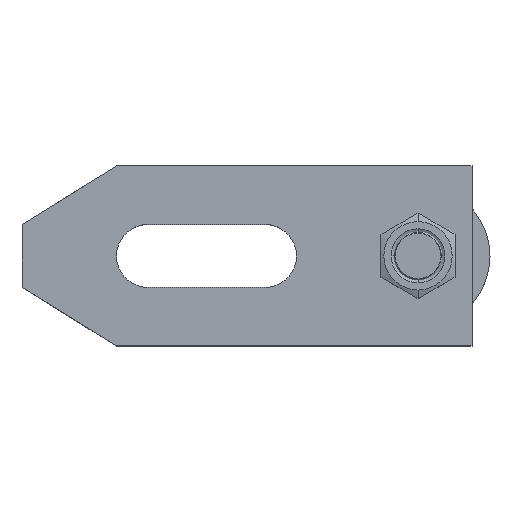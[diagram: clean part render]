
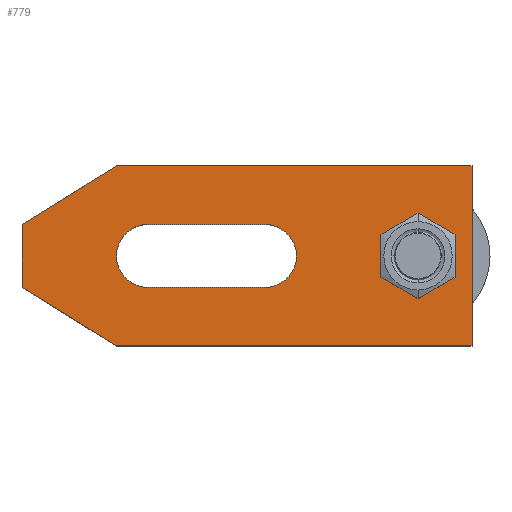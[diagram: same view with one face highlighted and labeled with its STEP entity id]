
A CAD part, top view. The second image highlights one B-rep face of the part: STEP entity #779.
In plain terms, the highlighted planar face has unit normal (0, 0, 1).
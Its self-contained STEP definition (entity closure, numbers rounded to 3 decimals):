
#401=EDGE_CURVE('',#625,#1003,#1094,.T.);
#489=VERTEX_POINT('',#1188);
#505=VERTEX_POINT('',#1205);
#521=VERTEX_POINT('',#1222);
#607=VERTEX_POINT('',#1318);
#623=EDGE_CURVE('',#1003,#521,#1337,.T.);
#625=VERTEX_POINT('',#1339);
#705=EDGE_CURVE('',#505,#867,#1432,.T.);
#729=EDGE_CURVE('',#1005,#981,#1458,.T.);
#747=EDGE_CURVE('',#489,#869,#1477,.T.);
#759=VERTEX_POINT('',#1491);
#767=EDGE_CURVE('',#521,#489,#1499,.T.);
#779=ADVANCED_FACE('',(#1511,#1512,#1513),#1514,.T.);
#819=EDGE_CURVE('',#869,#759,#1556,.T.);
#859=EDGE_CURVE('',#607,#1005,#1599,.T.);
#867=VERTEX_POINT('',#1608);
#869=VERTEX_POINT('',#1610);
#877=EDGE_CURVE('',#759,#625,#1618,.T.);
#897=EDGE_CURVE('',#943,#607,#1639,.T.);
#919=EDGE_CURVE('',#981,#943,#1663,.T.);
#943=VERTEX_POINT('',#1690);
#981=VERTEX_POINT('',#1734);
#1003=VERTEX_POINT('',#1761);
#1005=VERTEX_POINT('',#1763);
#1041=EDGE_CURVE('',#867,#505,#1807,.T.);
#1094=LINE('',#1865,#1866);
#1188=CARTESIAN_POINT('',(100.0,20.0,20.0));
#1205=CARTESIAN_POINT('',(94.0,0.,20.0));
#1222=CARTESIAN_POINT('',(21.0,20.0,20.0));
#1318=CARTESIAN_POINT('',(28.0,-7.0,20.0));
#1337=LINE('',#2290,#2291);
#1339=CARTESIAN_POINT('',(0.0,-7.,20.0));
#1432=CIRCLE('',#2416,6.0);
#1458=LINE('',#2473,#2474);
#1477=LINE('',#2506,#2507);
#1491=CARTESIAN_POINT('',(21.0,-20.0,20.0));
#1499=LINE('',#2537,#2538);
#1511=FACE_BOUND('',#2552,.T.);
#1512=FACE_BOUND('',#2553,.T.);
#1513=FACE_OUTER_BOUND('',#2554,.T.);
#1514=PLANE('',#2555);
#1556=LINE('',#2616,#2617);
#1599=CIRCLE('',#2680,7.0);
#1608=CARTESIAN_POINT('',(82.0,0.,20.0));
#1610=CARTESIAN_POINT('',(100.0,-20.0,20.0));
#1618=LINE('',#2706,#2707);
#1639=LINE('',#2731,#2732);
#1663=CIRCLE('',#2764,7.0);
#1690=CARTESIAN_POINT('',(54.0,-7.0,20.0));
#1734=CARTESIAN_POINT('',(54.0,7.0,20.0));
#1761=CARTESIAN_POINT('',(0.0,7.,20.0));
#1763=CARTESIAN_POINT('',(28.0,7.0,20.0));
#1807=CIRCLE('',#2946,6.0);
#1865=CARTESIAN_POINT('',(0.0,7.,20.0));
#1866=VECTOR('',#2972,1.0);
#2290=CARTESIAN_POINT('',(21.0,20.0,20.0));
#2291=VECTOR('',#3206,1.0);
#2416=AXIS2_PLACEMENT_3D('',#3343,#3344,#3345);
#2473=CARTESIAN_POINT('',(40.928,7.0,20.0));
#2474=VECTOR('',#3371,1.0);
#2506=CARTESIAN_POINT('',(100.0,-20.0,20.0));
#2507=VECTOR('',#3387,1.0);
#2537=CARTESIAN_POINT('',(100.0,20.0,20.0));
#2538=VECTOR('',#3412,1.0);
#2552=EDGE_LOOP('',(#3415,#3416));
#2553=EDGE_LOOP('',(#3417,#3418,#3419,#3420));
#2554=EDGE_LOOP('',(#3421,#3422,#3423,#3424,#3425,#3426));
#2555=AXIS2_PLACEMENT_3D('',#3427,#3428,#3429);
#2616=CARTESIAN_POINT('',(21.0,-20.0,20.0));
#2617=VECTOR('',#3465,1.0);
#2680=AXIS2_PLACEMENT_3D('',#3511,#3512,#3513);
#2706=CARTESIAN_POINT('',(0.0,-7.,20.0));
#2707=VECTOR('',#3525,1.0);
#2731=CARTESIAN_POINT('',(53.928,-7.0,20.0));
#2732=VECTOR('',#3543,1.0);
#2764=AXIS2_PLACEMENT_3D('',#3566,#3567,#3568);
#2946=AXIS2_PLACEMENT_3D('',#3763,#3764,#3765);
#2972=DIRECTION('',(0.0,1.0,0.0));
#3206=DIRECTION('',(0.85,0.526,0.0));
#3343=CARTESIAN_POINT('',(88.0,0.0,20.0));
#3344=DIRECTION('',(0.0,0.0,-1.0));
#3345=DIRECTION('',(-1.0,0.,0.0));
#3371=DIRECTION('',(1.0,0.0,0.0));
#3387=DIRECTION('',(0.0,-1.0,0.0));
#3412=DIRECTION('',(1.0,0.0,0.0));
#3415=ORIENTED_EDGE('',*,*,#1041,.T.);
#3416=ORIENTED_EDGE('',*,*,#705,.T.);
#3417=ORIENTED_EDGE('',*,*,#859,.T.);
#3418=ORIENTED_EDGE('',*,*,#729,.T.);
#3419=ORIENTED_EDGE('',*,*,#919,.T.);
#3420=ORIENTED_EDGE('',*,*,#897,.T.);
#3421=ORIENTED_EDGE('',*,*,#819,.F.);
#3422=ORIENTED_EDGE('',*,*,#747,.F.);
#3423=ORIENTED_EDGE('',*,*,#767,.F.);
#3424=ORIENTED_EDGE('',*,*,#623,.F.);
#3425=ORIENTED_EDGE('',*,*,#401,.F.);
#3426=ORIENTED_EDGE('',*,*,#877,.F.);
#3427=CARTESIAN_POINT('',(53.856,0.,20.0));
#3428=DIRECTION('',(0.0,0.0,1.0));
#3429=DIRECTION('',(1.0,0.0,0.0));
#3465=DIRECTION('',(-1.0,0.0,0.0));
#3511=CARTESIAN_POINT('',(28.0,0.0,20.0));
#3512=DIRECTION('',(0.0,0.0,-1.0));
#3513=DIRECTION('',(0.0,-1.0,0.0));
#3525=DIRECTION('',(-0.85,0.526,0.0));
#3543=DIRECTION('',(-1.0,0.0,0.0));
#3566=CARTESIAN_POINT('',(54.0,0.0,20.0));
#3567=DIRECTION('',(0.0,0.0,-1.0));
#3568=DIRECTION('',(0.0,1.0,0.0));
#3763=CARTESIAN_POINT('',(88.0,0.0,20.0));
#3764=DIRECTION('',(0.0,0.0,-1.0));
#3765=DIRECTION('',(-1.0,0.,0.0));
